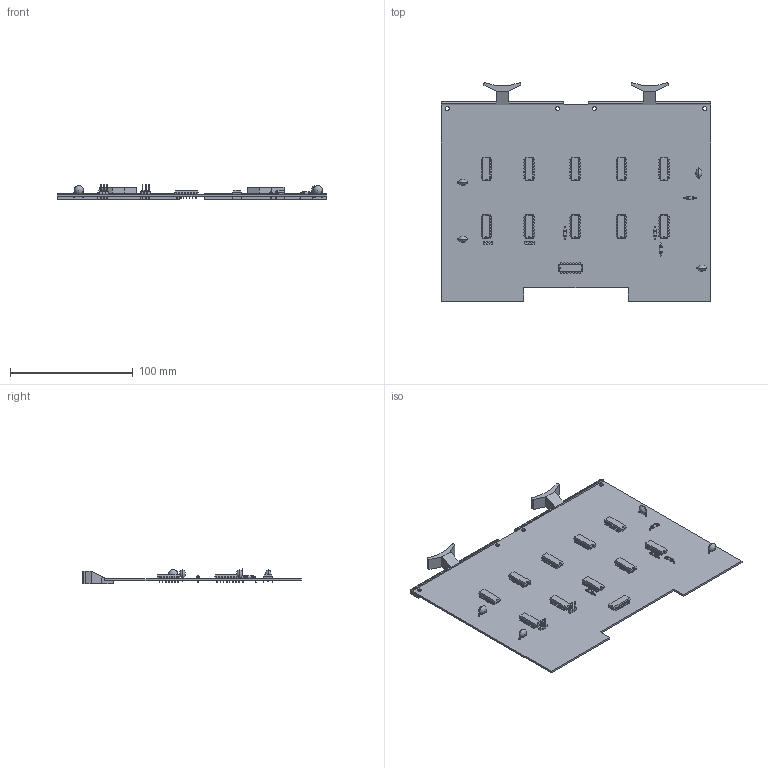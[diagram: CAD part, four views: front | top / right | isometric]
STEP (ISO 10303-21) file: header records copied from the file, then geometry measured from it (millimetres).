
FILE_DESCRIPTION(('KiCad electronic assembly'),'2;1');
FILE_NAME('Input:Output Interface.step','2021-07-14T16:14:34',( 'An Author'),('A Company'),'Open CASCADE STEP processor 7.5', 'KiCad to STEP converter','Unknown');
FILE_SCHEMA(('AUTOMOTIVE_DESIGN { 1 0 10303 214 1 1 1 1 }'));
Length unit declared in the file: millimetre
Products named in the file (12): Open CASCADE STEP translator 7.5 1; Card handles-Body; SOLID; R_Axial_DIN0207_L6.3mm_D2.5mm_P10.16mm_Horizontal; C_Disc_D7.5mm_W5.0mm_P7.50mm; DIP-14_W7.62mm; PinHeader_1x03_P2.54mm_Vertical; COMPOUND
Assembly tree (29 placements, depth 3):
  Open CASCADE STEP translator 7.5 1
    Card handles-Body  x2
      SOLID
    R_Axial_DIN0207_L6.3mm_D2.5mm_P10.16mm_Horizontal  x4
      SOLID
    C_Disc_D7.5mm_W5.0mm_P7.50mm  x4
      SOLID
    DIP-14_W7.62mm  x11
      SOLID
    PinHeader_1x03_P2.54mm_Vertical  x2
      SOLID
    COMPOUND
Bounding box: 220 x 178.07 x 12.54 mm (x, y, z)
Volume: 69190.7 mm3; surface area: 85667.2 mm2
Topology: 24 solids, 24 shells, 3250 faces, 8728 edges, 5546 vertices
Faces by surface type: plane 2381, cylinder 551, bspline 286, torus 16, revolution 8, sphere 8
Full cylindrical faces by diameter (mm): 0.6 x16, 0.7 x16, 0.8 x162, 1 x14, 2.25 x4, 2.5 x8, 3.2 x8
Entity records: 43179 total; most frequent: CARTESIAN_POINT 8370, DIRECTION 6077, LINE 3609, VECTOR 3609, ORIENTED_EDGE 3082, PCURVE 3082, DEFINITIONAL_REPRESENTATION 3082, EDGE_CURVE 1541
